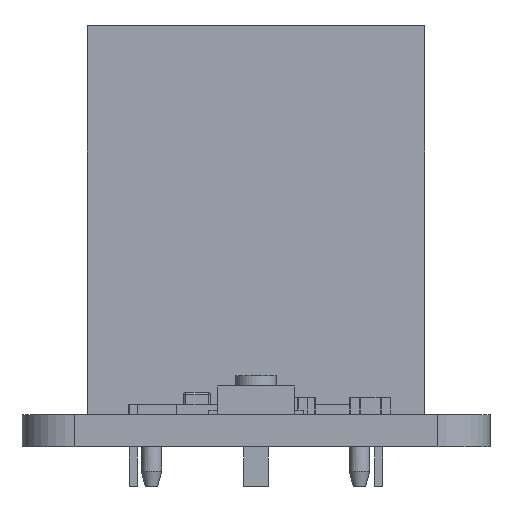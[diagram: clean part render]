
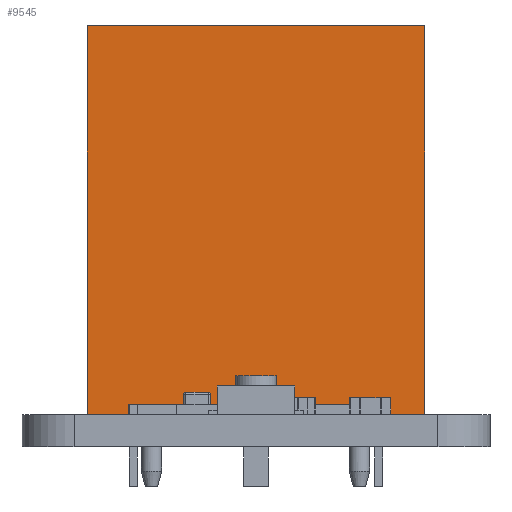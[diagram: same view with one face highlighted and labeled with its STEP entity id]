
A CAD part, left-side view. The second image highlights one B-rep face of the part: STEP entity #9545.
In plain terms, the highlighted planar face has unit normal (-1, 0, 0).
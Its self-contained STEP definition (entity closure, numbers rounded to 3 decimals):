
#324=PLANE('',#10295);
#736=FACE_OUTER_BOUND('',#1372,.T.);
#1372=EDGE_LOOP('',(#6789,#6790,#6791,#6792,#6793,#6794,#6795,#6796));
#1953=LINE('',#14160,#2922);
#1972=LINE('',#14199,#2941);
#1998=LINE('',#14252,#2967);
#1999=LINE('',#14253,#2968);
#2000=LINE('',#14255,#2969);
#2001=LINE('',#14257,#2970);
#2002=LINE('',#14259,#2971);
#2003=LINE('',#14260,#2972);
#2922=VECTOR('',#11433,1000.);
#2941=VECTOR('',#11458,1000.);
#2967=VECTOR('',#11504,1000.);
#2968=VECTOR('',#11505,1000.);
#2969=VECTOR('',#11506,1000.);
#2970=VECTOR('',#11507,1000.);
#2971=VECTOR('',#11508,1000.);
#2972=VECTOR('',#11509,1000.);
#4253=VERTEX_POINT('',#14138);
#4263=VERTEX_POINT('',#14158);
#4280=VERTEX_POINT('',#14198);
#4296=VERTEX_POINT('',#14250);
#4297=VERTEX_POINT('',#14251);
#4298=VERTEX_POINT('',#14254);
#4299=VERTEX_POINT('',#14256);
#4300=VERTEX_POINT('',#14258);
#5191=EDGE_CURVE('',#4253,#4263,#1953,.T.);
#5210=EDGE_CURVE('',#4280,#4253,#1972,.T.);
#5236=EDGE_CURVE('',#4296,#4297,#1998,.T.);
#5237=EDGE_CURVE('',#4297,#4280,#1999,.T.);
#5238=EDGE_CURVE('',#4298,#4263,#2000,.T.);
#5239=EDGE_CURVE('',#4298,#4299,#2001,.T.);
#5240=EDGE_CURVE('',#4300,#4299,#2002,.T.);
#5241=EDGE_CURVE('',#4296,#4300,#2003,.T.);
#6789=ORIENTED_EDGE('',*,*,#5236,.T.);
#6790=ORIENTED_EDGE('',*,*,#5237,.T.);
#6791=ORIENTED_EDGE('',*,*,#5210,.T.);
#6792=ORIENTED_EDGE('',*,*,#5191,.T.);
#6793=ORIENTED_EDGE('',*,*,#5238,.F.);
#6794=ORIENTED_EDGE('',*,*,#5239,.T.);
#6795=ORIENTED_EDGE('',*,*,#5240,.F.);
#6796=ORIENTED_EDGE('',*,*,#5241,.F.);
#9545=ADVANCED_FACE('',(#736),#324,.F.);
#10295=AXIS2_PLACEMENT_3D('',#14249,#11502,#11503);
#11433=DIRECTION('',(0.,-1.,0.));
#11458=DIRECTION('',(0.,0.,1.));
#11502=DIRECTION('center_axis',(1.,0.,0.));
#11503=DIRECTION('ref_axis',(0.,1.,0.));
#11504=DIRECTION('',(0.,0.,-1.));
#11505=DIRECTION('',(0.,-1.,0.));
#11506=DIRECTION('',(0.,0.,1.));
#11507=DIRECTION('',(0.,-1.,0.));
#11508=DIRECTION('',(0.,0.,-1.));
#11509=DIRECTION('',(0.,-1.,0.));
#14138=CARTESIAN_POINT('',(-10.9,6.25,0.5));
#14158=CARTESIAN_POINT('',(-10.9,-6.25,0.5));
#14160=CARTESIAN_POINT('',(-10.9,8.25,0.5));
#14198=CARTESIAN_POINT('',(-10.9,6.25,0.));
#14199=CARTESIAN_POINT('',(-10.9,6.25,-2.236));
#14249=CARTESIAN_POINT('Origin',(-10.9,8.25,19.));
#14250=CARTESIAN_POINT('',(-10.9,8.25,19.));
#14251=CARTESIAN_POINT('',(-10.9,8.25,0.));
#14252=CARTESIAN_POINT('',(-10.9,8.25,19.));
#14253=CARTESIAN_POINT('',(-10.9,8.25,0.));
#14254=CARTESIAN_POINT('',(-10.9,-6.25,0.));
#14255=CARTESIAN_POINT('',(-10.9,-6.25,-2.236));
#14256=CARTESIAN_POINT('',(-10.9,-8.25,0.));
#14257=CARTESIAN_POINT('',(-10.9,-8.25,0.));
#14258=CARTESIAN_POINT('',(-10.9,-8.25,19.));
#14259=CARTESIAN_POINT('',(-10.9,-8.25,19.));
#14260=CARTESIAN_POINT('',(-10.9,8.25,19.));
